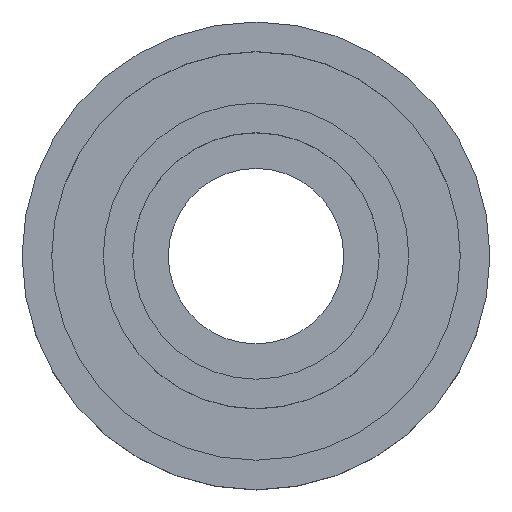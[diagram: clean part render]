
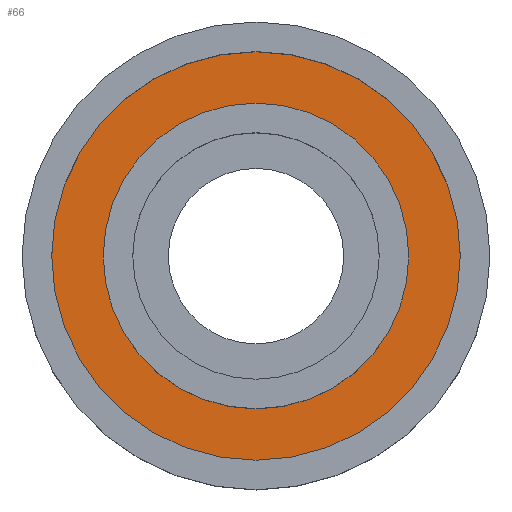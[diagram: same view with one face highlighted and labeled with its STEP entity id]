
A CAD part, top view. The second image highlights one B-rep face of the part: STEP entity #66.
In plain terms, the highlighted planar face has unit normal (0, 0, 1).
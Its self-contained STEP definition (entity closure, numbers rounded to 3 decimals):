
#4 = AXIS2_PLACEMENT_3D ( 'NONE', #203, #34, #145 ) ;
#26 = AXIS2_PLACEMENT_3D ( 'NONE', #180, #302, #574 ) ;
#34 = DIRECTION ( 'NONE',  ( 0., 0., -1. ) ) ;
#37 = VERTEX_POINT ( 'NONE', #404 ) ;
#40 = CIRCLE ( 'NONE', #109, 27.95 ) ;
#66 = ADVANCED_FACE ( 'NONE', ( #371, #217 ), #125, .T. ) ;
#78 = EDGE_CURVE ( 'NONE', #525, #261, #434, .T. ) ;
#103 = DIRECTION ( 'NONE',  ( -1., 0., 0. ) ) ;
#109 = AXIS2_PLACEMENT_3D ( 'NONE', #444, #443, #103 ) ;
#125 = PLANE ( 'NONE',  #26 ) ;
#127 = DIRECTION ( 'NONE',  ( -1., 0., 0. ) ) ;
#145 = DIRECTION ( 'NONE',  ( -1., 0., 0. ) ) ;
#180 = CARTESIAN_POINT ( 'NONE',  ( 0., 20.9, 5.33 ) ) ;
#183 = AXIS2_PLACEMENT_3D ( 'NONE', #613, #456, #604 ) ;
#203 = CARTESIAN_POINT ( 'NONE',  ( 0., 0., 5.33 ) ) ;
#217 = FACE_OUTER_BOUND ( 'NONE', #618, .T. ) ;
#257 = EDGE_CURVE ( 'NONE', #261, #525, #527, .T. ) ;
#261 = VERTEX_POINT ( 'NONE', #263 ) ;
#263 = CARTESIAN_POINT ( 'NONE',  ( 20.9, 0., 5.33 ) ) ;
#275 = ORIENTED_EDGE ( 'NONE', *, *, #562, .F. ) ;
#278 = CIRCLE ( 'NONE', #183, 27.95 ) ;
#302 = DIRECTION ( 'NONE',  ( 0., 0., 1. ) ) ;
#334 = VERTEX_POINT ( 'NONE', #549 ) ;
#371 = FACE_BOUND ( 'NONE', #598, .T. ) ;
#375 = EDGE_CURVE ( 'NONE', #334, #37, #40, .T. ) ;
#404 = CARTESIAN_POINT ( 'NONE',  ( 27.95, 0., 5.33 ) ) ;
#409 = DIRECTION ( 'NONE',  ( 0., 0., -1. ) ) ;
#434 = CIRCLE ( 'NONE', #656, 20.9 ) ;
#443 = DIRECTION ( 'NONE',  ( 0., 0., -1. ) ) ;
#444 = CARTESIAN_POINT ( 'NONE',  ( 0., 0., 5.33 ) ) ;
#456 = DIRECTION ( 'NONE',  ( 0., 0., -1. ) ) ;
#459 = ORIENTED_EDGE ( 'NONE', *, *, #375, .F. ) ;
#525 = VERTEX_POINT ( 'NONE', #729 ) ;
#527 = CIRCLE ( 'NONE', #4, 20.9 ) ;
#549 = CARTESIAN_POINT ( 'NONE',  ( -27.95, 0., 5.33 ) ) ;
#562 = EDGE_CURVE ( 'NONE', #37, #334, #278, .T. ) ;
#574 = DIRECTION ( 'NONE',  ( 1., 0., 0. ) ) ;
#598 = EDGE_LOOP ( 'NONE', ( #715, #727 ) ) ;
#604 = DIRECTION ( 'NONE',  ( -1., 0., 0. ) ) ;
#613 = CARTESIAN_POINT ( 'NONE',  ( 0., 0., 5.33 ) ) ;
#618 = EDGE_LOOP ( 'NONE', ( #459, #275 ) ) ;
#623 = CARTESIAN_POINT ( 'NONE',  ( 0., 0., 5.33 ) ) ;
#656 = AXIS2_PLACEMENT_3D ( 'NONE', #623, #409, #127 ) ;
#715 = ORIENTED_EDGE ( 'NONE', *, *, #78, .T. ) ;
#727 = ORIENTED_EDGE ( 'NONE', *, *, #257, .T. ) ;
#729 = CARTESIAN_POINT ( 'NONE',  ( -20.9, 0., 5.33 ) ) ;
